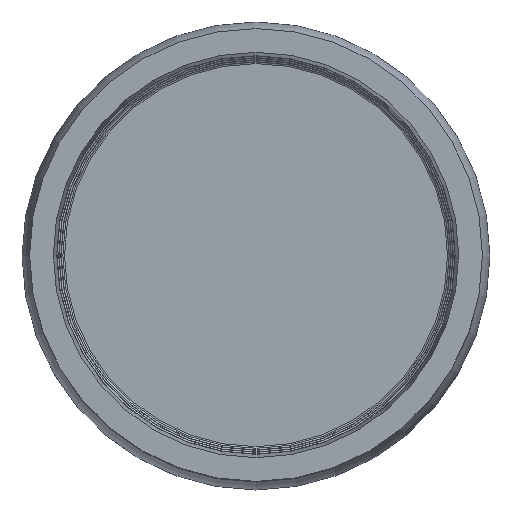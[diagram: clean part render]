
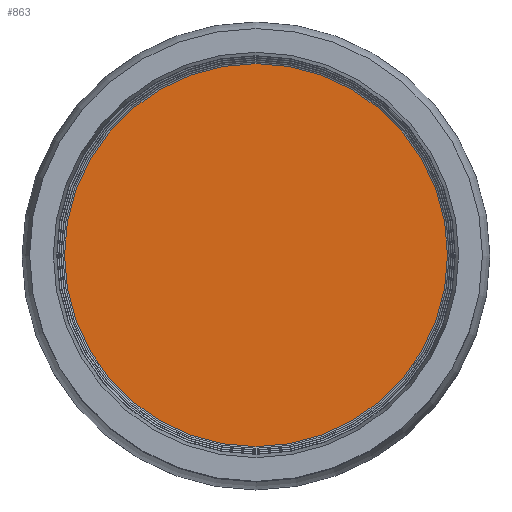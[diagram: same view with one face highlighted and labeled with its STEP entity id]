
A CAD part, top view. The second image highlights one B-rep face of the part: STEP entity #863.
In plain terms, the highlighted planar face has unit normal (0, 0, 1).
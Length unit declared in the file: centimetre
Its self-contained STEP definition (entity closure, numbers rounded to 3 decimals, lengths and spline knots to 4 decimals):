
#163=FACE_OUTER_BOUND('',#221,.T.);
#221=EDGE_LOOP('',(#696));
#308=CIRCLE('',#973,50.757);
#399=VERTEX_POINT('',#1531);
#503=EDGE_CURVE('',#399,#399,#308,.T.);
#696=ORIENTED_EDGE('',*,*,#503,.F.);
#831=PLANE('',#977);
#863=ADVANCED_FACE('',(#163),#831,.T.);
#973=AXIS2_PLACEMENT_3D('',#1533,#1220,#1221);
#977=AXIS2_PLACEMENT_3D('',#1540,#1229,#1230);
#1220=DIRECTION('center_axis',(0.,0.,-1.));
#1221=DIRECTION('ref_axis',(1.,0.,0.));
#1229=DIRECTION('center_axis',(0.,0.,1.));
#1230=DIRECTION('ref_axis',(0.,-1.,0.));
#1531=CARTESIAN_POINT('',(0.,50.757,237.9));
#1533=CARTESIAN_POINT('Origin',(0.,0.,237.9));
#1540=CARTESIAN_POINT('Origin',(0.,0.,237.9));
